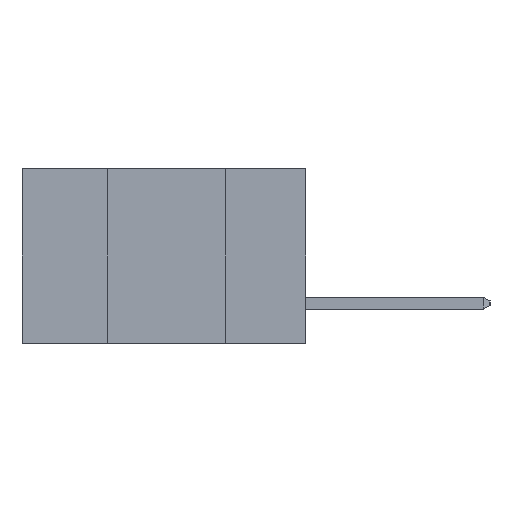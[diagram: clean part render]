
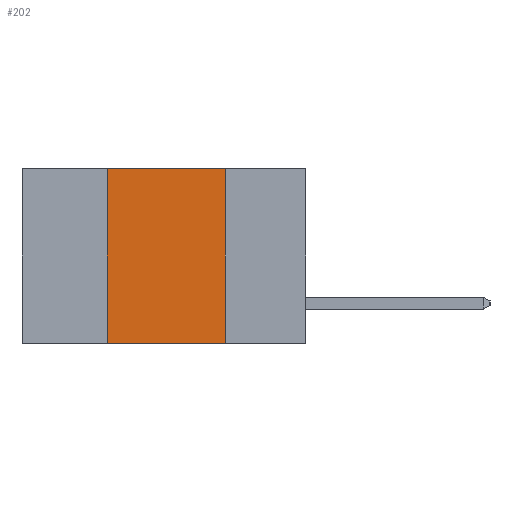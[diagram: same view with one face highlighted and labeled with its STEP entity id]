
A CAD part, left-side view. The second image highlights one B-rep face of the part: STEP entity #202.
In plain terms, the highlighted planar face has unit normal (-1, 0, 0).
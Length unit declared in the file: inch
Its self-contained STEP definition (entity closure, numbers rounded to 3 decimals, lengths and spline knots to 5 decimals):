
#125 = VERTEX_POINT ( 'NONE', #14104 ) ;
#202 = ADVANCED_FACE ( 'NONE', ( #23585 ), #20131, .F. ) ;
#242 = CARTESIAN_POINT ( 'NONE',  ( 0., 0.42, 0. ) ) ;
#992 = CARTESIAN_POINT ( 'NONE',  ( 0., 0.17, -0.37 ) ) ;
#1646 = CARTESIAN_POINT ( 'NONE',  ( 0., 0.17, 0. ) ) ;
#2214 = DIRECTION ( 'NONE',  ( 0., 0., 1. ) ) ;
#2519 = VERTEX_POINT ( 'NONE', #992 ) ;
#3224 = EDGE_CURVE ( 'NONE', #14574, #125, #11053, .T. ) ;
#3340 = ORIENTED_EDGE ( 'NONE', *, *, #3224, .F. ) ;
#4061 = LINE ( 'NONE', #21532, #14202 ) ;
#4085 = EDGE_CURVE ( 'NONE', #125, #2519, #15627, .T. ) ;
#4173 = CARTESIAN_POINT ( 'NONE',  ( 0., 0.42, 0. ) ) ;
#5596 = VECTOR ( 'NONE', #14985, 39.37008 ) ;
#6862 = ORIENTED_EDGE ( 'NONE', *, *, #4085, .F. ) ;
#10106 = DIRECTION ( 'NONE',  ( 1., 0., 0. ) ) ;
#10353 = VECTOR ( 'NONE', #13468, 39.37008 ) ;
#11053 = LINE ( 'NONE', #15067, #5596 ) ;
#13468 = DIRECTION ( 'NONE',  ( 0., 0., -1. ) ) ;
#14104 = CARTESIAN_POINT ( 'NONE',  ( 0., 0.17, 0. ) ) ;
#14202 = VECTOR ( 'NONE', #23484, 39.37008 ) ;
#14574 = VERTEX_POINT ( 'NONE', #242 ) ;
#14985 = DIRECTION ( 'NONE',  ( 0., -1., 0. ) ) ;
#15067 = CARTESIAN_POINT ( 'NONE',  ( 0., 0.6, 0. ) ) ;
#15085 = EDGE_CURVE ( 'NONE', #22400, #14574, #21634, .T. ) ;
#15627 = LINE ( 'NONE', #1646, #10353 ) ;
#16454 = VECTOR ( 'NONE', #2214, 39.37008 ) ;
#16592 = ORIENTED_EDGE ( 'NONE', *, *, #24568, .T. ) ;
#19903 = ORIENTED_EDGE ( 'NONE', *, *, #15085, .F. ) ;
#19918 = EDGE_LOOP ( 'NONE', ( #6862, #3340, #19903, #16592 ) ) ;
#20131 = PLANE ( 'NONE',  #24415 ) ;
#21354 = CARTESIAN_POINT ( 'NONE',  ( 0., 0.42, -0.37 ) ) ;
#21532 = CARTESIAN_POINT ( 'NONE',  ( 0., 0.6, -0.37 ) ) ;
#21634 = LINE ( 'NONE', #4173, #16454 ) ;
#22400 = VERTEX_POINT ( 'NONE', #21354 ) ;
#22420 = CARTESIAN_POINT ( 'NONE',  ( 0., 0.6, 0. ) ) ;
#23484 = DIRECTION ( 'NONE',  ( 0., -1., 0. ) ) ;
#23585 = FACE_OUTER_BOUND ( 'NONE', #19918, .T. ) ;
#23864 = DIRECTION ( 'NONE',  ( 0., 0., -1. ) ) ;
#24415 = AXIS2_PLACEMENT_3D ( 'NONE', #22420, #10106, #23864 ) ;
#24568 = EDGE_CURVE ( 'NONE', #22400, #2519, #4061, .T. ) ;
